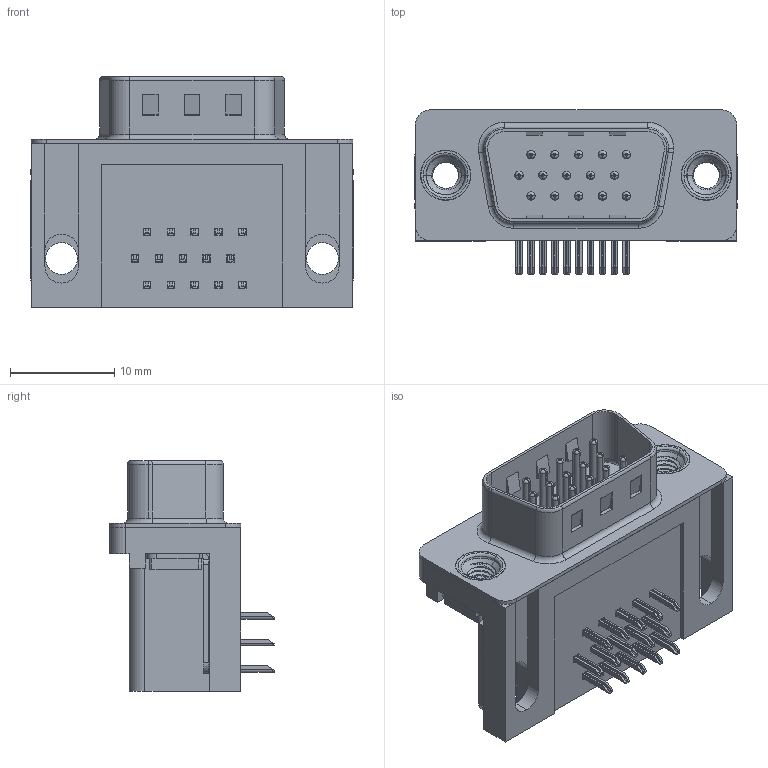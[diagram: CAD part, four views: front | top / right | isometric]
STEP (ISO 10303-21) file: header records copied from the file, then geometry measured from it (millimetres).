
FILE_DESCRIPTION (( 'STEP AP203' ), '1' );
FILE_NAME ('633-015-263-515.STEP', '2018-11-08T19:41:48', ( '' ), ( '' ), 'SwSTEP 2.0', 'SolidWorks 2016', '' );
FILE_SCHEMA (( 'CONFIG_CONTROL_DESIGN' ));
Length unit declared in the file: millimetre
Products named in the file (8): 633 Housing_15 Contact; 633 Shell_15 Contact; 633 Contact Bottom; 633 Contact Middle; 633 Contact Top; 633 Thru Hole Board Mount; 633 M3 Threaded Rivet; 633-015-263-515
Assembly tree (21 placements, depth 2):
  633-015-263-515
    633 Housing_15 Contact
    633 Shell_15 Contact
    633 Contact Bottom  x5
    633 Contact Middle  x5
    633 Contact Top  x5
    633 Thru Hole Board Mount  x2
    633 M3 Threaded Rivet  x2
Bounding box: 30.89 x 15.73 x 22.1 mm (x, y, z)
Volume: 4066.1 mm3; surface area: 5416.1 mm2
Topology: 21 solids, 21 shells, 1441 faces, 3581 edges, 2219 vertices
Faces by surface type: plane 859, cylinder 447, torus 121, cone 8, bspline 6
Entity records: 19509 total; most frequent: CARTESIAN_POINT 4379, DIRECTION 2986, ORIENTED_EDGE 2842, EDGE_CURVE 1421, AXIS2_PLACEMENT_3D 1026, LINE 934, VECTOR 934, VERTEX_POINT 902
